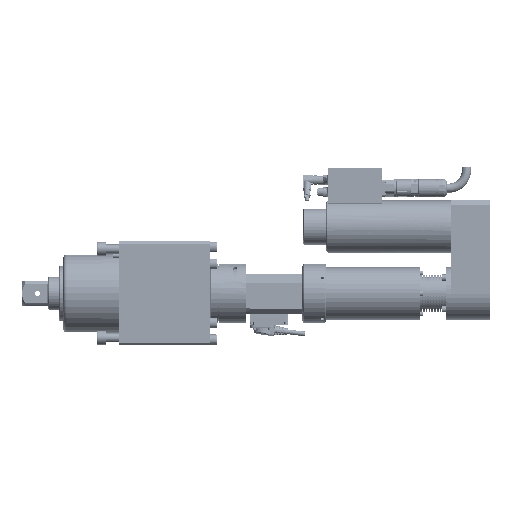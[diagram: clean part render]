
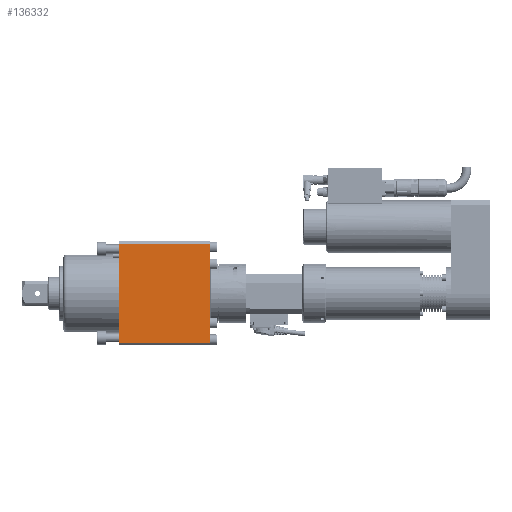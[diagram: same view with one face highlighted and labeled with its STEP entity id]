
A CAD part, front view. The second image highlights one B-rep face of the part: STEP entity #136332.
In plain terms, the highlighted planar face has unit normal (0, -1, 0).
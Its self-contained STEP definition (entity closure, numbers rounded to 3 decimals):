
#7909=PLANE('',#149200);
#15036=LINE('',#246178,#24523);
#15046=LINE('',#246207,#24533);
#15047=LINE('',#246210,#24534);
#15048=LINE('',#246211,#24535);
#24523=VECTOR('',#177805,15.205);
#24533=VECTOR('',#177835,14.);
#24534=VECTOR('',#177838,15.205);
#24535=VECTOR('',#177839,14.);
#35156=FACE_OUTER_BOUND('',#42659,.T.);
#42659=EDGE_LOOP('',(#112467,#112468,#112469,#112470));
#61406=VERTEX_POINT('',#246175);
#61407=VERTEX_POINT('',#246177);
#61416=VERTEX_POINT('',#246205);
#61417=VERTEX_POINT('',#246209);
#79579=EDGE_CURVE('',#61407,#61406,#15036,.T.);
#79594=EDGE_CURVE('',#61406,#61416,#15046,.T.);
#79595=EDGE_CURVE('',#61417,#61416,#15047,.T.);
#79596=EDGE_CURVE('',#61417,#61407,#15048,.T.);
#112467=ORIENTED_EDGE('',*,*,#79594,.T.);
#112468=ORIENTED_EDGE('',*,*,#79595,.F.);
#112469=ORIENTED_EDGE('',*,*,#79596,.T.);
#112470=ORIENTED_EDGE('',*,*,#79579,.T.);
#136332=ADVANCED_FACE('',(#35156),#7909,.T.);
#149200=AXIS2_PLACEMENT_3D('',#246208,#177836,#177837);
#177805=DIRECTION('',(0.,0.,-1.));
#177835=DIRECTION('',(1.,0.,0.));
#177836=DIRECTION('center_axis',(0.,-1.,0.));
#177837=DIRECTION('ref_axis',(-1.,0.,0.));
#177838=DIRECTION('',(0.,0.,-1.));
#177839=DIRECTION('',(-1.,0.,0.));
#246175=CARTESIAN_POINT('',(-3.75,-7.95,-7.602));
#246177=CARTESIAN_POINT('',(-3.75,-7.95,7.602));
#246178=CARTESIAN_POINT('',(-3.75,-7.95,7.602));
#246205=CARTESIAN_POINT('',(10.25,-7.95,-7.602));
#246207=CARTESIAN_POINT('',(-3.75,-7.95,-7.602));
#246208=CARTESIAN_POINT('Origin',(-0.65,-7.95,7.95));
#246209=CARTESIAN_POINT('',(10.25,-7.95,7.602));
#246210=CARTESIAN_POINT('',(10.25,-7.95,7.602));
#246211=CARTESIAN_POINT('',(10.25,-7.95,7.602));
